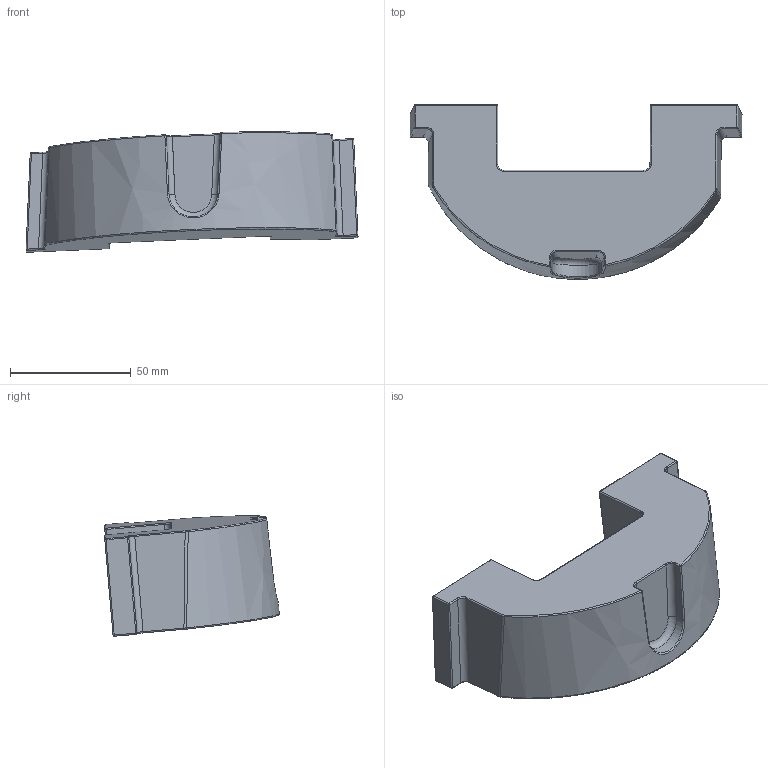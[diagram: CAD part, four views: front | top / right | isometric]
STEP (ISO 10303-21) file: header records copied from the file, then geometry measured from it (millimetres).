
FILE_DESCRIPTION (( 'STEP AP203' ), '1' );
FILE_NAME ('Ein Rätze.STEP', '2013-02-28T08:55:39', ( '' ), ( '' ), 'SwSTEP 2.0', 'SolidWorks 2012', '' );
FILE_SCHEMA (( 'CONFIG_CONTROL_DESIGN' ));
Length unit declared in the file: millimetre
Products named in the file (1): Ein Rätze
Bounding box: 137.76 x 72.41 x 50.01 mm (x, y, z)
Volume: 214675.6 mm3; surface area: 27724.5 mm2
Topology: 1 solids, 1 shells, 130 faces, 309 edges, 175 vertices
Faces by surface type: cylinder 50, sphere 28, bspline 24, plane 17, torus 10, cone 1
Entity records: 4682 total; most frequent: CARTESIAN_POINT 1774, DIRECTION 626, ORIENTED_EDGE 594, EDGE_CURVE 297, AXIS2_PLACEMENT_3D 268, VERTEX_POINT 169, CIRCLE 161, ADVANCED_FACE 130
